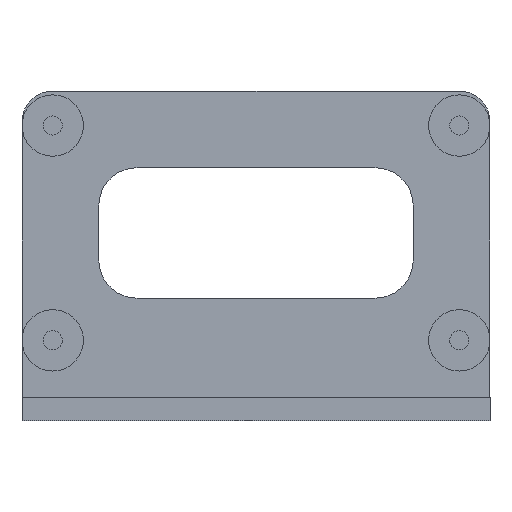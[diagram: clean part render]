
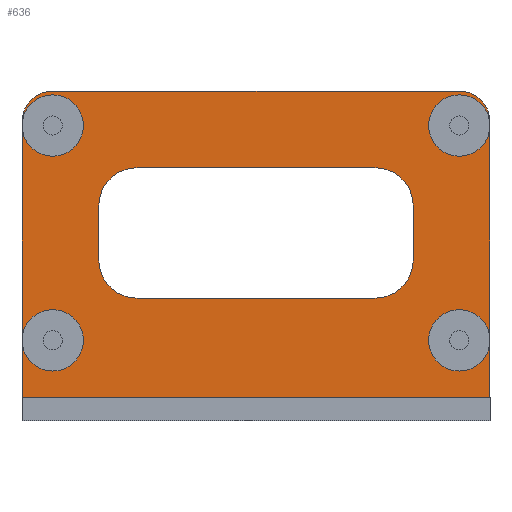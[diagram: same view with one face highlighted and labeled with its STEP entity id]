
A CAD part, top view. The second image highlights one B-rep face of the part: STEP entity #636.
In plain terms, the highlighted planar face has unit normal (0, 0, 1).
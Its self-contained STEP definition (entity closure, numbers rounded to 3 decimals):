
#15=FACE_BOUND('',#129,.T.);
#26=CIRCLE('',#692,4.);
#27=CIRCLE('',#695,4.);
#28=CIRCLE('',#696,4.);
#29=CIRCLE('',#697,4.);
#30=CIRCLE('',#698,4.);
#31=CIRCLE('',#699,4.);
#32=CIRCLE('',#700,4.);
#33=CIRCLE('',#701,4.);
#34=CIRCLE('',#702,5.);
#35=CIRCLE('',#703,5.);
#36=CIRCLE('',#704,5.);
#37=CIRCLE('',#705,5.);
#86=FACE_OUTER_BOUND('',#128,.T.);
#128=EDGE_LOOP('',(#447,#448,#449,#450,#451,#452,#453,#454,#455,#456,#457,
#458,#459,#460,#461,#462));
#129=EDGE_LOOP('',(#463,#464,#465,#466,#467,#468,#469,#470));
#175=LINE('',#985,#227);
#187=LINE('',#1014,#239);
#190=LINE('',#1020,#242);
#191=LINE('',#1023,#243);
#192=LINE('',#1025,#244);
#193=LINE('',#1027,#245);
#194=LINE('',#1032,#246);
#195=LINE('',#1037,#247);
#196=LINE('',#1041,#248);
#197=LINE('',#1045,#249);
#198=LINE('',#1049,#250);
#199=LINE('',#1053,#251);
#227=VECTOR('',#771,10.);
#239=VECTOR('',#795,10.);
#242=VECTOR('',#800,10.);
#243=VECTOR('',#803,10.);
#244=VECTOR('',#806,10.);
#245=VECTOR('',#807,10.);
#246=VECTOR('',#812,10.);
#247=VECTOR('',#817,10.);
#248=VECTOR('',#820,10.);
#249=VECTOR('',#823,10.);
#250=VECTOR('',#826,10.);
#251=VECTOR('',#829,10.);
#279=VERTEX_POINT('',#983);
#280=VERTEX_POINT('',#984);
#289=VERTEX_POINT('',#1007);
#290=VERTEX_POINT('',#1009);
#291=VERTEX_POINT('',#1013);
#293=VERTEX_POINT('',#1019);
#294=VERTEX_POINT('',#1022);
#295=VERTEX_POINT('',#1026);
#296=VERTEX_POINT('',#1028);
#297=VERTEX_POINT('',#1031);
#298=VERTEX_POINT('',#1033);
#299=VERTEX_POINT('',#1036);
#300=VERTEX_POINT('',#1039);
#301=VERTEX_POINT('',#1040);
#302=VERTEX_POINT('',#1042);
#303=VERTEX_POINT('',#1044);
#304=VERTEX_POINT('',#1046);
#305=VERTEX_POINT('',#1048);
#306=VERTEX_POINT('',#1050);
#307=VERTEX_POINT('',#1052);
#337=EDGE_CURVE('',#279,#280,#175,.T.);
#349=EDGE_CURVE('',#289,#290,#26,.T.);
#351=EDGE_CURVE('',#291,#290,#187,.T.);
#354=EDGE_CURVE('',#289,#293,#190,.T.);
#355=EDGE_CURVE('',#293,#293,#27,.T.);
#356=EDGE_CURVE('',#293,#294,#191,.T.);
#357=EDGE_CURVE('',#294,#294,#28,.T.);
#358=EDGE_CURVE('',#294,#280,#192,.T.);
#359=EDGE_CURVE('',#279,#295,#193,.T.);
#360=EDGE_CURVE('',#296,#295,#29,.T.);
#361=EDGE_CURVE('',#295,#296,#30,.T.);
#362=EDGE_CURVE('',#295,#297,#194,.T.);
#363=EDGE_CURVE('',#298,#297,#31,.T.);
#364=EDGE_CURVE('',#297,#298,#32,.T.);
#365=EDGE_CURVE('',#297,#299,#195,.T.);
#366=EDGE_CURVE('',#291,#299,#33,.T.);
#367=EDGE_CURVE('',#300,#301,#196,.T.);
#368=EDGE_CURVE('',#302,#301,#34,.T.);
#369=EDGE_CURVE('',#302,#303,#197,.T.);
#370=EDGE_CURVE('',#304,#303,#35,.T.);
#371=EDGE_CURVE('',#304,#305,#198,.T.);
#372=EDGE_CURVE('',#306,#305,#36,.T.);
#373=EDGE_CURVE('',#306,#307,#199,.T.);
#374=EDGE_CURVE('',#300,#307,#37,.T.);
#447=ORIENTED_EDGE('',*,*,#349,.F.);
#448=ORIENTED_EDGE('',*,*,#354,.T.);
#449=ORIENTED_EDGE('',*,*,#355,.F.);
#450=ORIENTED_EDGE('',*,*,#356,.T.);
#451=ORIENTED_EDGE('',*,*,#357,.F.);
#452=ORIENTED_EDGE('',*,*,#358,.T.);
#453=ORIENTED_EDGE('',*,*,#337,.F.);
#454=ORIENTED_EDGE('',*,*,#359,.T.);
#455=ORIENTED_EDGE('',*,*,#360,.F.);
#456=ORIENTED_EDGE('',*,*,#361,.F.);
#457=ORIENTED_EDGE('',*,*,#362,.T.);
#458=ORIENTED_EDGE('',*,*,#363,.F.);
#459=ORIENTED_EDGE('',*,*,#364,.F.);
#460=ORIENTED_EDGE('',*,*,#365,.T.);
#461=ORIENTED_EDGE('',*,*,#366,.F.);
#462=ORIENTED_EDGE('',*,*,#351,.T.);
#463=ORIENTED_EDGE('',*,*,#367,.T.);
#464=ORIENTED_EDGE('',*,*,#368,.F.);
#465=ORIENTED_EDGE('',*,*,#369,.T.);
#466=ORIENTED_EDGE('',*,*,#370,.F.);
#467=ORIENTED_EDGE('',*,*,#371,.T.);
#468=ORIENTED_EDGE('',*,*,#372,.F.);
#469=ORIENTED_EDGE('',*,*,#373,.T.);
#470=ORIENTED_EDGE('',*,*,#374,.F.);
#611=PLANE('',#694);
#636=ADVANCED_FACE('',(#86,#15),#611,.T.);
#692=AXIS2_PLACEMENT_3D('',#1010,#790,#791);
#694=AXIS2_PLACEMENT_3D('',#1018,#798,#799);
#695=AXIS2_PLACEMENT_3D('',#1021,#801,#802);
#696=AXIS2_PLACEMENT_3D('',#1024,#804,#805);
#697=AXIS2_PLACEMENT_3D('',#1029,#808,#809);
#698=AXIS2_PLACEMENT_3D('',#1030,#810,#811);
#699=AXIS2_PLACEMENT_3D('',#1034,#813,#814);
#700=AXIS2_PLACEMENT_3D('',#1035,#815,#816);
#701=AXIS2_PLACEMENT_3D('',#1038,#818,#819);
#702=AXIS2_PLACEMENT_3D('',#1043,#821,#822);
#703=AXIS2_PLACEMENT_3D('',#1047,#824,#825);
#704=AXIS2_PLACEMENT_3D('',#1051,#827,#828);
#705=AXIS2_PLACEMENT_3D('',#1054,#830,#831);
#771=DIRECTION('',(-1.,0.,0.));
#790=DIRECTION('center_axis',(0.,0.,-1.));
#791=DIRECTION('ref_axis',(-0.707,0.707,0.));
#795=DIRECTION('',(-1.,0.,0.));
#798=DIRECTION('center_axis',(0.,0.,1.));
#799=DIRECTION('ref_axis',(1.,0.,0.));
#800=DIRECTION('',(0.,-1.,0.));
#801=DIRECTION('center_axis',(0.,0.,1.));
#802=DIRECTION('ref_axis',(1.,0.,0.));
#803=DIRECTION('',(0.,-1.,0.));
#804=DIRECTION('center_axis',(0.,0.,1.));
#805=DIRECTION('ref_axis',(1.,0.,0.));
#806=DIRECTION('',(0.,-1.,0.));
#807=DIRECTION('',(0.,1.,0.));
#808=DIRECTION('center_axis',(0.,0.,1.));
#809=DIRECTION('ref_axis',(1.,0.,0.));
#810=DIRECTION('center_axis',(0.,0.,1.));
#811=DIRECTION('ref_axis',(1.,0.,0.));
#812=DIRECTION('',(0.,1.,0.));
#813=DIRECTION('center_axis',(0.,0.,1.));
#814=DIRECTION('ref_axis',(1.,0.,0.));
#815=DIRECTION('center_axis',(0.,0.,1.));
#816=DIRECTION('ref_axis',(1.,0.,0.));
#817=DIRECTION('',(0.,1.,0.));
#818=DIRECTION('center_axis',(0.,0.,-1.));
#819=DIRECTION('ref_axis',(0.707,0.707,0.));
#820=DIRECTION('',(0.,-1.,0.));
#821=DIRECTION('center_axis',(0.,0.,1.));
#822=DIRECTION('ref_axis',(0.707,-0.707,0.));
#823=DIRECTION('',(-1.,0.,0.));
#824=DIRECTION('center_axis',(0.,0.,1.));
#825=DIRECTION('ref_axis',(-0.707,-0.707,0.));
#826=DIRECTION('',(0.,1.,0.));
#827=DIRECTION('center_axis',(0.,0.,1.));
#828=DIRECTION('ref_axis',(-0.707,0.707,0.));
#829=DIRECTION('',(1.,0.,0.));
#830=DIRECTION('center_axis',(0.,0.,1.));
#831=DIRECTION('ref_axis',(0.707,0.707,0.));
#983=CARTESIAN_POINT('',(61.,-3.,0.));
#984=CARTESIAN_POINT('',(0.,-3.,0.));
#985=CARTESIAN_POINT('',(0.,-3.,0.));
#1007=CARTESIAN_POINT('',(0.,33.,0.));
#1009=CARTESIAN_POINT('',(4.,37.,0.));
#1010=CARTESIAN_POINT('Origin',(4.,33.,0.));
#1013=CARTESIAN_POINT('',(57.,37.,0.));
#1014=CARTESIAN_POINT('',(61.,37.,0.));
#1018=CARTESIAN_POINT('Origin',(30.5,18.5,0.));
#1019=CARTESIAN_POINT('',(0.,32.5,0.));
#1020=CARTESIAN_POINT('',(0.,37.,0.));
#1021=CARTESIAN_POINT('Origin',(4.,32.5,0.));
#1022=CARTESIAN_POINT('',(0.,4.5,0.));
#1023=CARTESIAN_POINT('',(0.,37.,0.));
#1024=CARTESIAN_POINT('Origin',(4.,4.5,0.));
#1025=CARTESIAN_POINT('',(0.,37.,0.));
#1026=CARTESIAN_POINT('',(61.,4.5,0.));
#1027=CARTESIAN_POINT('',(61.,0.,0.));
#1028=CARTESIAN_POINT('',(53.,4.5,0.));
#1029=CARTESIAN_POINT('Origin',(57.,4.5,0.));
#1030=CARTESIAN_POINT('Origin',(57.,4.5,0.));
#1031=CARTESIAN_POINT('',(61.,32.5,0.));
#1032=CARTESIAN_POINT('',(61.,0.,0.));
#1033=CARTESIAN_POINT('',(53.,32.5,0.));
#1034=CARTESIAN_POINT('Origin',(57.,32.5,0.));
#1035=CARTESIAN_POINT('Origin',(57.,32.5,0.));
#1036=CARTESIAN_POINT('',(61.,33.,0.));
#1037=CARTESIAN_POINT('',(61.,0.,0.));
#1038=CARTESIAN_POINT('Origin',(57.,33.,0.));
#1039=CARTESIAN_POINT('',(51.,22.,0.));
#1040=CARTESIAN_POINT('',(51.,15.,0.));
#1041=CARTESIAN_POINT('',(51.,22.75,0.));
#1042=CARTESIAN_POINT('',(46.,10.,0.));
#1043=CARTESIAN_POINT('Origin',(46.,15.,0.));
#1044=CARTESIAN_POINT('',(15.,10.,0.));
#1045=CARTESIAN_POINT('',(40.75,10.,0.));
#1046=CARTESIAN_POINT('',(10.,15.,0.));
#1047=CARTESIAN_POINT('Origin',(15.,15.,0.));
#1048=CARTESIAN_POINT('',(10.,22.,0.));
#1049=CARTESIAN_POINT('',(10.,14.25,0.));
#1050=CARTESIAN_POINT('',(15.,27.,0.));
#1051=CARTESIAN_POINT('Origin',(15.,22.,0.));
#1052=CARTESIAN_POINT('',(46.,27.,0.));
#1053=CARTESIAN_POINT('',(20.25,27.,0.));
#1054=CARTESIAN_POINT('Origin',(46.,22.,0.));
